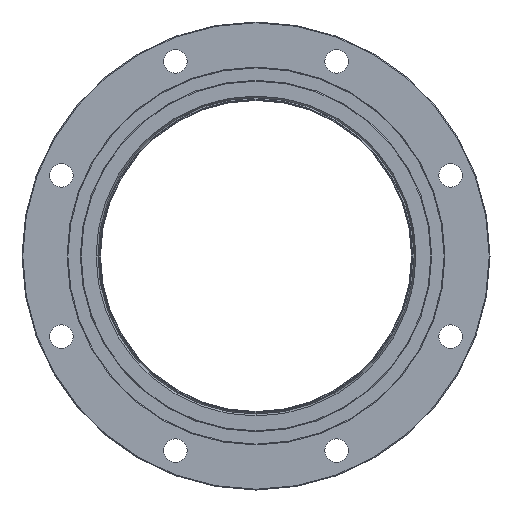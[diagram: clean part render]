
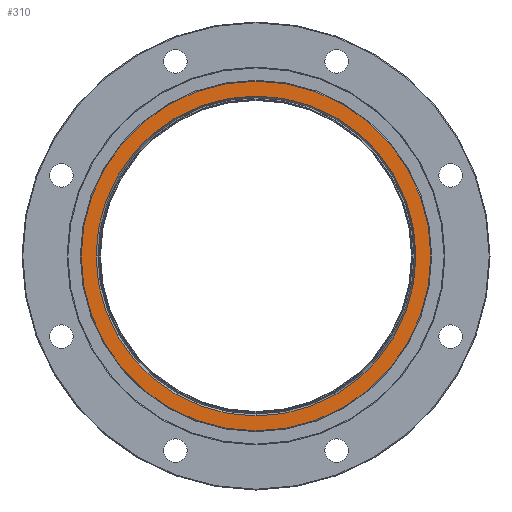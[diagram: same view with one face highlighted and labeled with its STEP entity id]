
A CAD part, left-side view. The second image highlights one B-rep face of the part: STEP entity #310.
In plain terms, the highlighted planar face has unit normal (-1, 0, 0).
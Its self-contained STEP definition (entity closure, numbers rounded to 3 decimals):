
#310=ADVANCED_FACE('',(#2063,#2064),#2062,.F.);
#2062=PLANE('',#5790);
#2063=FACE_OUTER_BOUND('',#5791,.T.);
#2064=FACE_BOUND('',#5792,.T.);
#5787=CARTESIAN_POINT('',(-62.5,-204.163,122.1));
#5788=DIRECTION('',(1.,0.,0.));
#5789=DIRECTION('',(0.,0.,-1.));
#5790=AXIS2_PLACEMENT_3D('',#5787,#5788,#5789);
#5791=EDGE_LOOP('',(#7053,#7054));
#5792=EDGE_LOOP('',(#7055,#7056));
#7053=ORIENTED_EDGE('',*,*,#7737,.T.);
#7054=ORIENTED_EDGE('',*,*,#7738,.T.);
#7055=ORIENTED_EDGE('',*,*,#7739,.F.);
#7056=ORIENTED_EDGE('',*,*,#7740,.F.);
#7737=EDGE_CURVE('',#10289,#10290,#10291,.T.);
#7738=EDGE_CURVE('',#10290,#10289,#10297,.T.);
#7739=EDGE_CURVE('',#10303,#10304,#10305,.T.);
#7740=EDGE_CURVE('',#10304,#10303,#10311,.T.);
#10289=VERTEX_POINT('',#13077);
#10290=VERTEX_POINT('',#13078);
#10291=CIRCLE('',#13082,112.1);
#10297=CIRCLE('',#13086,112.1);
#10303=VERTEX_POINT('',#13087);
#10304=VERTEX_POINT('',#13088);
#10305=CIRCLE('',#13092,102.521);
#10311=CIRCLE('',#13096,102.521);
#13077=CARTESIAN_POINT('',(-62.5,0.,112.1));
#13078=CARTESIAN_POINT('',(-62.5,0.,-112.1));
#13079=CARTESIAN_POINT('',(-62.5,0.,0.));
#13080=DIRECTION('',(-1.,0.,0.));
#13081=DIRECTION('',(0.,0.,1.));
#13082=AXIS2_PLACEMENT_3D('',#13079,#13080,#13081);
#13083=CARTESIAN_POINT('',(-62.5,0.,0.));
#13084=DIRECTION('',(-1.,0.,0.));
#13085=DIRECTION('',(0.,0.,1.));
#13086=AXIS2_PLACEMENT_3D('',#13083,#13084,#13085);
#13087=CARTESIAN_POINT('',(-62.5,0.,-102.521));
#13088=CARTESIAN_POINT('',(-62.5,0.,102.521));
#13089=CARTESIAN_POINT('',(-62.5,0.,0.));
#13090=DIRECTION('',(-1.,0.,0.));
#13091=DIRECTION('',(0.,0.,1.));
#13092=AXIS2_PLACEMENT_3D('',#13089,#13090,#13091);
#13093=CARTESIAN_POINT('',(-62.5,0.,0.));
#13094=DIRECTION('',(-1.,0.,0.));
#13095=DIRECTION('',(0.,0.,1.));
#13096=AXIS2_PLACEMENT_3D('',#13093,#13094,#13095);
